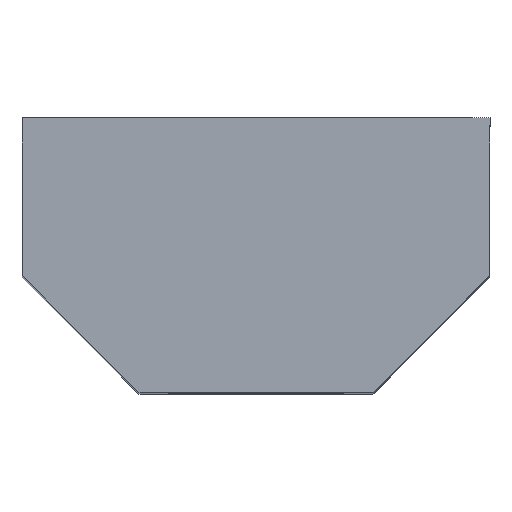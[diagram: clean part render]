
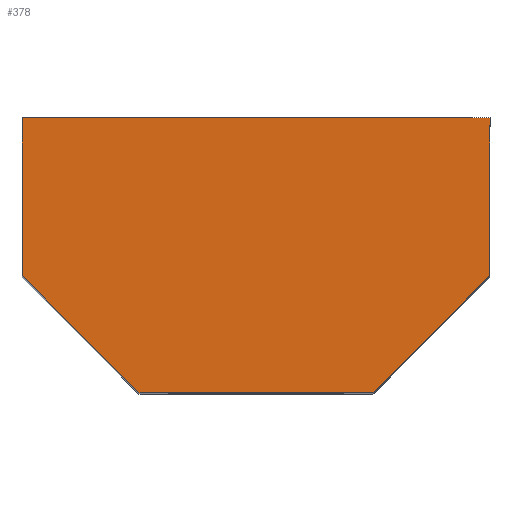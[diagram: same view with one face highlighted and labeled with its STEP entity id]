
A CAD part, top view. The second image highlights one B-rep face of the part: STEP entity #378.
In plain terms, the highlighted planar face has unit normal (0, 0, 1).
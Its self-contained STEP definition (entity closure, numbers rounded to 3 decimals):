
#20=FACE_OUTER_BOUND('',#41,.T.);
#41=EDGE_LOOP('',(#259,#260,#261,#262,#263,#264));
#63=LINE('',#532,#115);
#67=LINE('',#540,#119);
#70=LINE('',#546,#122);
#71=LINE('',#548,#123);
#72=LINE('',#550,#124);
#73=LINE('',#551,#125);
#115=VECTOR('',#436,10.);
#119=VECTOR('',#442,10.);
#122=VECTOR('',#447,10.);
#123=VECTOR('',#448,10.);
#124=VECTOR('',#449,10.);
#125=VECTOR('',#450,10.);
#167=VERTEX_POINT('',#530);
#168=VERTEX_POINT('',#531);
#171=VERTEX_POINT('',#539);
#173=VERTEX_POINT('',#545);
#174=VERTEX_POINT('',#547);
#175=VERTEX_POINT('',#549);
#199=EDGE_CURVE('',#167,#168,#63,.T.);
#203=EDGE_CURVE('',#171,#168,#67,.T.);
#206=EDGE_CURVE('',#167,#173,#70,.T.);
#207=EDGE_CURVE('',#174,#173,#71,.T.);
#208=EDGE_CURVE('',#174,#175,#72,.T.);
#209=EDGE_CURVE('',#175,#171,#73,.T.);
#259=ORIENTED_EDGE('',*,*,#199,.F.);
#260=ORIENTED_EDGE('',*,*,#206,.T.);
#261=ORIENTED_EDGE('',*,*,#207,.F.);
#262=ORIENTED_EDGE('',*,*,#208,.T.);
#263=ORIENTED_EDGE('',*,*,#209,.T.);
#264=ORIENTED_EDGE('',*,*,#203,.T.);
#357=PLANE('',#413);
#378=ADVANCED_FACE('',(#20),#357,.T.);
#413=AXIS2_PLACEMENT_3D('',#544,#445,#446);
#436=DIRECTION('',(-0.707,0.707,0.));
#442=DIRECTION('',(0.,-1.,0.));
#445=DIRECTION('center_axis',(0.,0.,1.));
#446=DIRECTION('ref_axis',(1.,0.,0.));
#447=DIRECTION('',(1.,0.,0.));
#448=DIRECTION('',(-0.707,-0.707,0.));
#449=DIRECTION('',(0.,1.,0.));
#450=DIRECTION('',(-1.,0.,0.));
#530=CARTESIAN_POINT('',(-2.,-2.35,13.25));
#531=CARTESIAN_POINT('',(-4.,-0.35,13.25));
#532=CARTESIAN_POINT('',(-2.588,-1.763,13.25));
#539=CARTESIAN_POINT('',(-4.,2.35,13.25));
#540=CARTESIAN_POINT('',(-4.,2.35,13.25));
#544=CARTESIAN_POINT('Origin',(0.,0.,
13.25));
#545=CARTESIAN_POINT('',(2.,-2.35,13.25));
#546=CARTESIAN_POINT('',(-4.,-2.35,13.25));
#547=CARTESIAN_POINT('',(4.,-0.35,13.25));
#548=CARTESIAN_POINT('',(2.588,-1.763,13.25));
#549=CARTESIAN_POINT('',(4.,2.35,13.25));
#550=CARTESIAN_POINT('',(4.,-2.35,13.25));
#551=CARTESIAN_POINT('',(4.,2.35,13.25));
